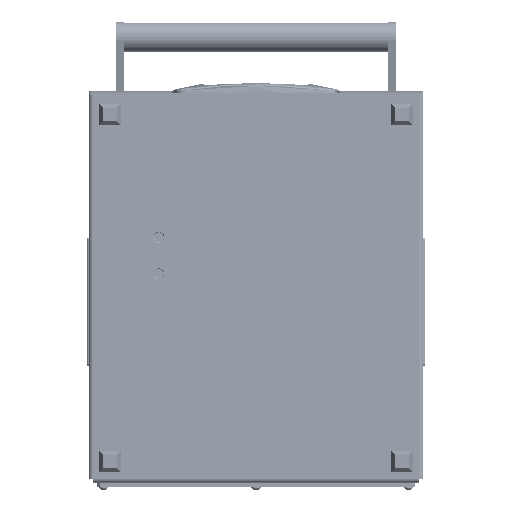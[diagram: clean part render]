
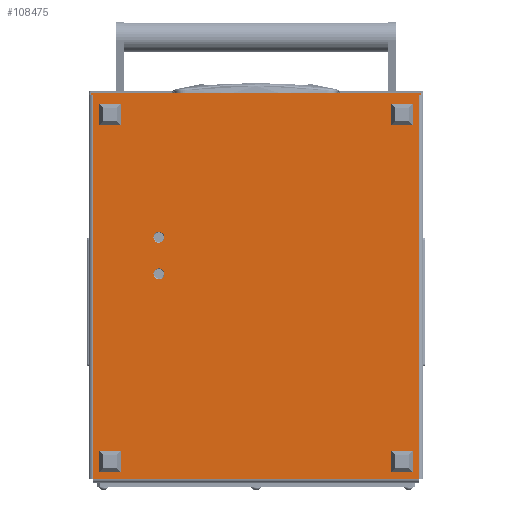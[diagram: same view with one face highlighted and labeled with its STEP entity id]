
A CAD part, front view. The second image highlights one B-rep face of the part: STEP entity #108475.
In plain terms, the highlighted face is planar.
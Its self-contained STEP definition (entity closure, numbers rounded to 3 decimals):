
#83 = LINE ( 'NONE', #64807, #24576 ) ;
#324 = EDGE_CURVE ( 'NONE', #110653, #93784, #115343, .T. ) ;
#703 = AXIS2_PLACEMENT_3D ( 'NONE', #116870, #53400, #34108 ) ;
#1490 = DIRECTION ( 'NONE',  ( 1., 0., 0. ) ) ;
#1900 = EDGE_CURVE ( 'NONE', #3797, #48167, #11029, .T. ) ;
#2637 = CIRCLE ( 'NONE', #83735, 5.2 ) ;
#3797 = VERTEX_POINT ( 'NONE', #100157 ) ;
#3950 = CARTESIAN_POINT ( 'NONE',  ( 0., -4., 0. ) ) ;
#4011 = VECTOR ( 'NONE', #83652, 1000. ) ;
#4630 = EDGE_LOOP ( 'NONE', ( #56733, #106653 ) ) ;
#4948 = CARTESIAN_POINT ( 'NONE',  ( 176.2, 249., 0. ) ) ;
#5019 = DIRECTION ( 'NONE',  ( 0., 0., -1. ) ) ;
#6851 = DIRECTION ( 'NONE',  ( 0., 0., -1. ) ) ;
#7465 = PLANE ( 'NONE',  #53981 ) ;
#8357 = ORIENTED_EDGE ( 'NONE', *, *, #20328, .F. ) ;
#9829 = CARTESIAN_POINT ( 'NONE',  ( 0., -2., 0. ) ) ;
#9914 = CARTESIAN_POINT ( 'NONE',  ( 141.2, 249., 0. ) ) ;
#10111 = EDGE_CURVE ( 'NONE', #17902, #110653, #83, .T. ) ;
#10412 = LINE ( 'NONE', #9829, #104164 ) ;
#10668 = CARTESIAN_POINT ( 'NONE',  ( 171., 249., 0. ) ) ;
#10836 = VERTEX_POINT ( 'NONE', #9914 ) ;
#11029 = LINE ( 'NONE', #75746, #4011 ) ;
#13827 = EDGE_CURVE ( 'NONE', #91549, #17902, #10412, .T. ) ;
#15441 = CARTESIAN_POINT ( 'NONE',  ( 0., -2., 0. ) ) ;
#15949 = EDGE_LOOP ( 'NONE', ( #82407, #87570, #61325, #27954, #81792, #47483, #47568, #104167 ) ) ;
#17902 = VERTEX_POINT ( 'NONE', #34605 ) ;
#20231 = CARTESIAN_POINT ( 'NONE',  ( 136., 249., 0. ) ) ;
#20328 = EDGE_CURVE ( 'NONE', #10836, #68493, #111219, .T. ) ;
#20525 = DIRECTION ( 'NONE',  ( 0., -1., 0. ) ) ;
#23330 = LINE ( 'NONE', #3950, #67226 ) ;
#24576 = VECTOR ( 'NONE', #101728, 1000. ) ;
#25905 = CARTESIAN_POINT ( 'NONE',  ( 0., 0., 0. ) ) ;
#26844 = CARTESIAN_POINT ( 'NONE',  ( 136., 249., 0. ) ) ;
#27460 = FACE_BOUND ( 'NONE', #48857, .T. ) ;
#27570 = CARTESIAN_POINT ( 'NONE',  ( 0., 0., 0. ) ) ;
#27889 = CIRCLE ( 'NONE', #105128, 5.2 ) ;
#27954 = ORIENTED_EDGE ( 'NONE', *, *, #324, .T. ) ;
#28760 = LINE ( 'NONE', #27570, #110223 ) ;
#29151 = CARTESIAN_POINT ( 'NONE',  ( 0., 312., 0. ) ) ;
#31959 = DIRECTION ( 'NONE',  ( 1., 0., 0. ) ) ;
#32916 = DIRECTION ( 'NONE',  ( -1., 0., 0. ) ) ;
#34108 = DIRECTION ( 'NONE',  ( -1., 0., 0. ) ) ;
#34605 = CARTESIAN_POINT ( 'NONE',  ( -2., -2., 0. ) ) ;
#34781 = CARTESIAN_POINT ( 'NONE',  ( 0., 312., 0. ) ) ;
#36298 = DIRECTION ( 'NONE',  ( 0., 1., 0. ) ) ;
#40825 = EDGE_CURVE ( 'NONE', #48167, #93784, #23330, .T. ) ;
#44786 = CARTESIAN_POINT ( 'NONE',  ( 165.8, 249., 0. ) ) ;
#47483 = ORIENTED_EDGE ( 'NONE', *, *, #1900, .F. ) ;
#47568 = ORIENTED_EDGE ( 'NONE', *, *, #109588, .T. ) ;
#48167 = VERTEX_POINT ( 'NONE', #29151 ) ;
#48857 = EDGE_LOOP ( 'NONE', ( #51057, #8357 ) ) ;
#51057 = ORIENTED_EDGE ( 'NONE', *, *, #73659, .F. ) ;
#53400 = DIRECTION ( 'NONE',  ( 0., 0., -1. ) ) ;
#53981 = AXIS2_PLACEMENT_3D ( 'NONE', #34781, #6851, #64902 ) ;
#56733 = ORIENTED_EDGE ( 'NONE', *, *, #104172, .F. ) ;
#59810 = CARTESIAN_POINT ( 'NONE',  ( 367., 312., 0. ) ) ;
#61325 = ORIENTED_EDGE ( 'NONE', *, *, #10111, .T. ) ;
#63712 = DIRECTION ( 'NONE',  ( 0., 0., -1. ) ) ;
#64033 = LINE ( 'NONE', #90650, #78421 ) ;
#64807 = CARTESIAN_POINT ( 'NONE',  ( -2., -4., 0. ) ) ;
#64902 = DIRECTION ( 'NONE',  ( -1., 0., 0. ) ) ;
#65738 = DIRECTION ( 'NONE',  ( -1., 0., 0. ) ) ;
#66196 = CARTESIAN_POINT ( 'NONE',  ( -2., 314., 0. ) ) ;
#66927 = DIRECTION ( 'NONE',  ( 0., 0., -1. ) ) ;
#67226 = VECTOR ( 'NONE', #115816, 1000. ) ;
#68493 = VERTEX_POINT ( 'NONE', #95661 ) ;
#70756 = CARTESIAN_POINT ( 'NONE',  ( 0., 314., 0. ) ) ;
#73659 = EDGE_CURVE ( 'NONE', #68493, #10836, #2637, .T. ) ;
#75157 = DIRECTION ( 'NONE',  ( -1., 0., 0. ) ) ;
#75520 = VECTOR ( 'NONE', #20525, 1000. ) ;
#75646 = EDGE_CURVE ( 'NONE', #91549, #114438, #64033, .T. ) ;
#75746 = CARTESIAN_POINT ( 'NONE',  ( 0., 312., 0. ) ) ;
#77909 = VERTEX_POINT ( 'NONE', #4948 ) ;
#78421 = VECTOR ( 'NONE', #36298, 1000. ) ;
#81312 = FACE_BOUND ( 'NONE', #4630, .T. ) ;
#81792 = ORIENTED_EDGE ( 'NONE', *, *, #40825, .F. ) ;
#82255 = EDGE_CURVE ( 'NONE', #114438, #85859, #28760, .T. ) ;
#82407 = ORIENTED_EDGE ( 'NONE', *, *, #75646, .F. ) ;
#83652 = DIRECTION ( 'NONE',  ( -1., 0., 0. ) ) ;
#83735 = AXIS2_PLACEMENT_3D ( 'NONE', #26844, #63712, #110245 ) ;
#85859 = VERTEX_POINT ( 'NONE', #118166 ) ;
#86950 = CARTESIAN_POINT ( 'NONE',  ( 0., 314., 0. ) ) ;
#87570 = ORIENTED_EDGE ( 'NONE', *, *, #13827, .T. ) ;
#87883 = VECTOR ( 'NONE', #31959, 1000. ) ;
#90650 = CARTESIAN_POINT ( 'NONE',  ( 0., -4., 0. ) ) ;
#91549 = VERTEX_POINT ( 'NONE', #15441 ) ;
#93784 = VERTEX_POINT ( 'NONE', #70756 ) ;
#93793 = AXIS2_PLACEMENT_3D ( 'NONE', #20231, #5019, #32916 ) ;
#95661 = CARTESIAN_POINT ( 'NONE',  ( 130.8, 249., 0. ) ) ;
#100157 = CARTESIAN_POINT ( 'NONE',  ( 367., 312., 0. ) ) ;
#100650 = FACE_OUTER_BOUND ( 'NONE', #15949, .T. ) ;
#101728 = DIRECTION ( 'NONE',  ( 0., 1., 0. ) ) ;
#103677 = EDGE_CURVE ( 'NONE', #77909, #113775, #108832, .T. ) ;
#104164 = VECTOR ( 'NONE', #75157, 1000. ) ;
#104167 = ORIENTED_EDGE ( 'NONE', *, *, #82255, .F. ) ;
#104172 = EDGE_CURVE ( 'NONE', #113775, #77909, #27889, .T. ) ;
#105128 = AXIS2_PLACEMENT_3D ( 'NONE', #10668, #66927, #65738 ) ;
#106653 = ORIENTED_EDGE ( 'NONE', *, *, #103677, .F. ) ;
#108475 = ADVANCED_FACE ( 'NONE', ( #27460, #81312, #100650 ), #7465, .T. ) ;
#108832 = CIRCLE ( 'NONE', #703, 5.2 ) ;
#109588 = EDGE_CURVE ( 'NONE', #3797, #85859, #113615, .T. ) ;
#110223 = VECTOR ( 'NONE', #1490, 1000. ) ;
#110245 = DIRECTION ( 'NONE',  ( -1., 0., 0. ) ) ;
#110653 = VERTEX_POINT ( 'NONE', #66196 ) ;
#111219 = CIRCLE ( 'NONE', #93793, 5.2 ) ;
#113615 = LINE ( 'NONE', #59810, #75520 ) ;
#113775 = VERTEX_POINT ( 'NONE', #44786 ) ;
#114438 = VERTEX_POINT ( 'NONE', #25905 ) ;
#115343 = LINE ( 'NONE', #86950, #87883 ) ;
#115816 = DIRECTION ( 'NONE',  ( 0., 1., 0. ) ) ;
#116870 = CARTESIAN_POINT ( 'NONE',  ( 171., 249., 0. ) ) ;
#118166 = CARTESIAN_POINT ( 'NONE',  ( 367., 0., 0. ) ) ;
